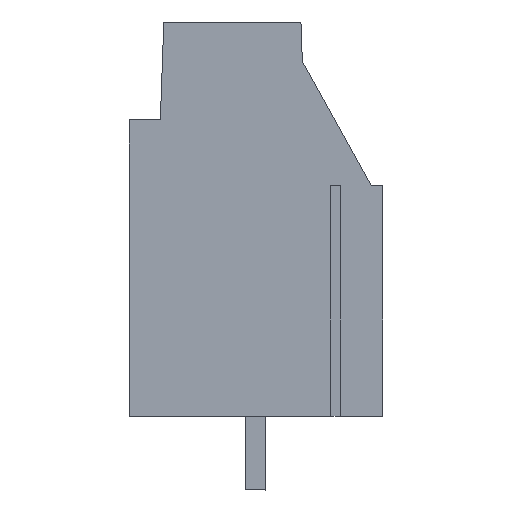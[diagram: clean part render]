
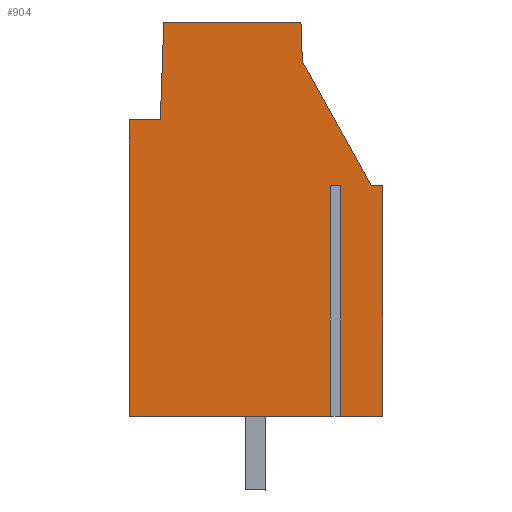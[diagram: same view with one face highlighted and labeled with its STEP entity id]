
A CAD part, left-side view. The second image highlights one B-rep face of the part: STEP entity #904.
In plain terms, the highlighted planar face has unit normal (-1, 0, 0).
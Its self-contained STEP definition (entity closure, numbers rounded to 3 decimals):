
#812=AXIS2_PLACEMENT_3D('Plane Axis2P3D',#809,#810,#811) ;
#610=CARTESIAN_POINT('Vertex',(0.,0.5,13.2)) ;
#615=CARTESIAN_POINT('Line Origine',(0.,0.25,13.2)) ;
#619=CARTESIAN_POINT('Vertex',(0.,0.,13.2)) ;
#658=CARTESIAN_POINT('Vertex',(0.,3.49,18.592)) ;
#663=CARTESIAN_POINT('Line Origine',(0.,1.995,15.896)) ;
#809=CARTESIAN_POINT('Axis2P3D Location',(0.,11.,0.)) ;
#814=CARTESIAN_POINT('Line Origine',(0.,0.912,3.2)) ;
#818=CARTESIAN_POINT('Vertex',(0.,1.825,3.2)) ;
#820=CARTESIAN_POINT('Vertex',(0.,0.,3.2)) ;
#823=CARTESIAN_POINT('Line Origine',(0.,0.,8.2)) ;
#828=CARTESIAN_POINT('Line Origine',(0.,3.52,19.446)) ;
#832=CARTESIAN_POINT('Vertex',(0.,3.55,20.3)) ;
#835=CARTESIAN_POINT('Line Origine',(0.,6.525,20.3)) ;
#839=CARTESIAN_POINT('Vertex',(0.,9.5,20.3)) ;
#842=CARTESIAN_POINT('Line Origine',(0.,9.574,18.175)) ;
#846=CARTESIAN_POINT('Vertex',(0.,9.648,16.05)) ;
#849=CARTESIAN_POINT('Line Origine',(0.,10.324,16.05)) ;
#853=CARTESIAN_POINT('Vertex',(0.,11.,16.05)) ;
#856=CARTESIAN_POINT('Line Origine',(0.,11.,9.625)) ;
#860=CARTESIAN_POINT('Vertex',(0.,11.,3.2)) ;
#863=CARTESIAN_POINT('Line Origine',(0.,6.638,3.2)) ;
#867=CARTESIAN_POINT('Vertex',(0.,2.275,3.2)) ;
#870=CARTESIAN_POINT('Line Origine',(0.,2.275,8.2)) ;
#874=CARTESIAN_POINT('Vertex',(0.,2.275,13.2)) ;
#877=CARTESIAN_POINT('Line Origine',(0.,2.05,13.2)) ;
#881=CARTESIAN_POINT('Vertex',(0.,1.825,13.2)) ;
#884=CARTESIAN_POINT('Line Origine',(0.,1.825,8.2)) ;
#616=DIRECTION('Vector Direction',(0.,-1.,0.)) ;
#664=DIRECTION('Vector Direction',(0.,-0.485,-0.875)) ;
#810=DIRECTION('Axis2P3D Direction',(-1.,0.,0.)) ;
#811=DIRECTION('Axis2P3D XDirection',(0.,-1.,0.)) ;
#815=DIRECTION('Vector Direction',(0.,1.,0.)) ;
#824=DIRECTION('Vector Direction',(0.,0.,-1.)) ;
#829=DIRECTION('Vector Direction',(0.,0.035,0.999)) ;
#836=DIRECTION('Vector Direction',(0.,-1.,0.)) ;
#843=DIRECTION('Vector Direction',(0.,0.035,-0.999)) ;
#850=DIRECTION('Vector Direction',(0.,-1.,0.)) ;
#857=DIRECTION('Vector Direction',(0.,0.,1.)) ;
#864=DIRECTION('Vector Direction',(0.,1.,0.)) ;
#871=DIRECTION('Vector Direction',(0.,0.,1.)) ;
#878=DIRECTION('Vector Direction',(0.,-1.,0.)) ;
#885=DIRECTION('Vector Direction',(0.,0.,1.)) ;
#617=VECTOR('Line Direction',#616,1.) ;
#665=VECTOR('Line Direction',#664,1.) ;
#816=VECTOR('Line Direction',#815,1.) ;
#825=VECTOR('Line Direction',#824,1.) ;
#830=VECTOR('Line Direction',#829,1.) ;
#837=VECTOR('Line Direction',#836,1.) ;
#844=VECTOR('Line Direction',#843,1.) ;
#851=VECTOR('Line Direction',#850,1.) ;
#858=VECTOR('Line Direction',#857,1.) ;
#865=VECTOR('Line Direction',#864,1.) ;
#872=VECTOR('Line Direction',#871,1.) ;
#879=VECTOR('Line Direction',#878,1.) ;
#886=VECTOR('Line Direction',#885,1.) ;
#890=ORIENTED_EDGE('',*,*,#822,.T.) ;
#891=ORIENTED_EDGE('',*,*,#827,.T.) ;
#892=ORIENTED_EDGE('',*,*,#621,.T.) ;
#893=ORIENTED_EDGE('',*,*,#667,.T.) ;
#894=ORIENTED_EDGE('',*,*,#834,.T.) ;
#895=ORIENTED_EDGE('',*,*,#841,.T.) ;
#896=ORIENTED_EDGE('',*,*,#848,.T.) ;
#897=ORIENTED_EDGE('',*,*,#855,.T.) ;
#898=ORIENTED_EDGE('',*,*,#862,.T.) ;
#899=ORIENTED_EDGE('',*,*,#869,.T.) ;
#900=ORIENTED_EDGE('',*,*,#876,.T.) ;
#901=ORIENTED_EDGE('',*,*,#883,.F.) ;
#902=ORIENTED_EDGE('',*,*,#888,.F.) ;
#904=ADVANCED_FACE('KLSC M3x6.3.1',(#903),#813,.T.) ;
#621=EDGE_CURVE('',#620,#611,#618,.F.) ;
#667=EDGE_CURVE('',#611,#659,#666,.F.) ;
#822=EDGE_CURVE('',#819,#821,#817,.F.) ;
#827=EDGE_CURVE('',#821,#620,#826,.F.) ;
#834=EDGE_CURVE('',#659,#833,#831,.T.) ;
#841=EDGE_CURVE('',#833,#840,#838,.F.) ;
#848=EDGE_CURVE('',#840,#847,#845,.T.) ;
#855=EDGE_CURVE('',#847,#854,#852,.F.) ;
#862=EDGE_CURVE('',#854,#861,#859,.F.) ;
#869=EDGE_CURVE('',#861,#868,#866,.F.) ;
#876=EDGE_CURVE('',#868,#875,#873,.T.) ;
#883=EDGE_CURVE('',#882,#875,#880,.F.) ;
#888=EDGE_CURVE('',#819,#882,#887,.T.) ;
#889=EDGE_LOOP('',(#890,#891,#892,#893,#894,#895,#896,#897,#898,#899,#900,#901,#902)) ;
#903=FACE_OUTER_BOUND('',#889,.T.) ;
#618=LINE('Line',#615,#617) ;
#666=LINE('Line',#663,#665) ;
#817=LINE('Line',#814,#816) ;
#826=LINE('Line',#823,#825) ;
#831=LINE('Line',#828,#830) ;
#838=LINE('Line',#835,#837) ;
#845=LINE('Line',#842,#844) ;
#852=LINE('Line',#849,#851) ;
#859=LINE('Line',#856,#858) ;
#866=LINE('Line',#863,#865) ;
#873=LINE('Line',#870,#872) ;
#880=LINE('Line',#877,#879) ;
#887=LINE('Line',#884,#886) ;
#813=PLANE('',#812) ;
#611=VERTEX_POINT('',#610) ;
#620=VERTEX_POINT('',#619) ;
#659=VERTEX_POINT('',#658) ;
#819=VERTEX_POINT('',#818) ;
#821=VERTEX_POINT('',#820) ;
#833=VERTEX_POINT('',#832) ;
#840=VERTEX_POINT('',#839) ;
#847=VERTEX_POINT('',#846) ;
#854=VERTEX_POINT('',#853) ;
#861=VERTEX_POINT('',#860) ;
#868=VERTEX_POINT('',#867) ;
#875=VERTEX_POINT('',#874) ;
#882=VERTEX_POINT('',#881) ;
